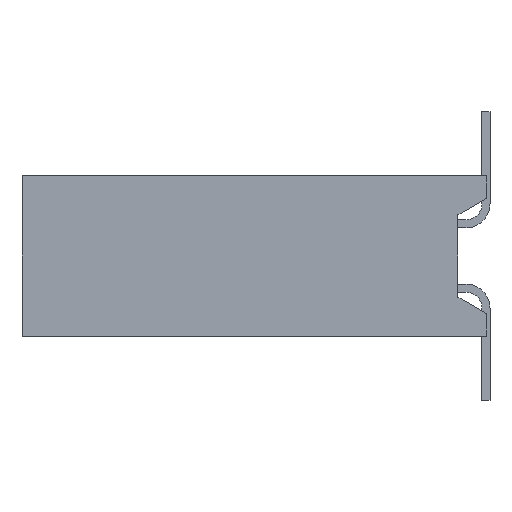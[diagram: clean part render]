
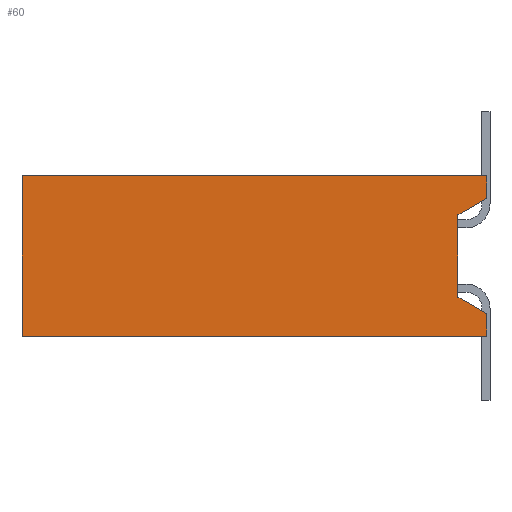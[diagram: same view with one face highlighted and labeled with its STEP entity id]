
A CAD part, left-side view. The second image highlights one B-rep face of the part: STEP entity #60.
In plain terms, the highlighted planar face has unit normal (-1, 0, 0).
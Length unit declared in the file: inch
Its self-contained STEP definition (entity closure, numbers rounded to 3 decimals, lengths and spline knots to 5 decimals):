
#60 = ADVANCED_FACE ( 'NONE', ( #3218 ), #1364, .F. ) ;
#276 = VECTOR ( 'NONE', #2451, 39.37008 ) ;
#339 = LINE ( 'NONE', #2449, #351 ) ;
#351 = VECTOR ( 'NONE', #2388, 39.37008 ) ;
#408 = VERTEX_POINT ( 'NONE', #1953 ) ;
#417 = VERTEX_POINT ( 'NONE', #2094 ) ;
#431 = VERTEX_POINT ( 'NONE', #1911 ) ;
#456 = VERTEX_POINT ( 'NONE', #1734 ) ;
#458 = VERTEX_POINT ( 'NONE', #2078 ) ;
#474 = LINE ( 'NONE', #2417, #276 ) ;
#628 = VERTEX_POINT ( 'NONE', #1866 ) ;
#666 = EDGE_LOOP ( 'NONE', ( #3233, #3204, #3178, #3153, #3127, #3102, #3077, #3052 ) ) ;
#690 = VERTEX_POINT ( 'NONE', #2103 ) ;
#726 = VERTEX_POINT ( 'NONE', #2204 ) ;
#776 = EDGE_CURVE ( 'NONE', #408, #458, #3189, .T. ) ;
#855 = EDGE_CURVE ( 'NONE', #431, #417, #2899, .T. ) ;
#899 = EDGE_CURVE ( 'NONE', #458, #726, #2840, .T. ) ;
#951 = EDGE_CURVE ( 'NONE', #456, #690, #2761, .T. ) ;
#973 = EDGE_CURVE ( 'NONE', #628, #690, #2729, .T. ) ;
#1020 = EDGE_CURVE ( 'NONE', #408, #628, #2684, .T. ) ;
#1066 = CARTESIAN_POINT ( 'NONE',  ( -0.15, 0.29, 0.05 ) ) ;
#1076 = AXIS2_PLACEMENT_3D ( 'NONE', #1493, #1452, #1361 ) ;
#1086 = DIRECTION ( 'NONE',  ( 0., -1., 0. ) ) ;
#1235 = EDGE_CURVE ( 'NONE', #726, #431, #339, .T. ) ;
#1291 = EDGE_CURVE ( 'NONE', #417, #456, #474, .T. ) ;
#1304 = DIRECTION ( 'NONE',  ( 0., 0., 1. ) ) ;
#1308 = CARTESIAN_POINT ( 'NONE',  ( -0.15, 0.29, -0.05 ) ) ;
#1361 = DIRECTION ( 'NONE',  ( 0., 0., -1. ) ) ;
#1364 = PLANE ( 'NONE',  #1076 ) ;
#1452 = DIRECTION ( 'NONE',  ( 1., 0., 0. ) ) ;
#1493 = CARTESIAN_POINT ( 'NONE',  ( -0.15, 0.29, -0.05 ) ) ;
#1734 = CARTESIAN_POINT ( 'NONE',  ( -0.15, 0., 0.036 ) ) ;
#1866 = CARTESIAN_POINT ( 'NONE',  ( -0.15, 0.29, 0.05 ) ) ;
#1911 = CARTESIAN_POINT ( 'NONE',  ( -0.15, 0.018, -0.02561 ) ) ;
#1953 = CARTESIAN_POINT ( 'NONE',  ( -0.15, 0.29, -0.05 ) ) ;
#2077 = CARTESIAN_POINT ( 'NONE',  ( -0.15, 0.29, -0.05 ) ) ;
#2078 = CARTESIAN_POINT ( 'NONE',  ( -0.15, 0., -0.05 ) ) ;
#2094 = CARTESIAN_POINT ( 'NONE',  ( -0.15, 0.018, 0.02561 ) ) ;
#2103 = CARTESIAN_POINT ( 'NONE',  ( -0.15, 0., 0.05 ) ) ;
#2104 = DIRECTION ( 'NONE',  ( 0., -1., 0. ) ) ;
#2138 = DIRECTION ( 'NONE',  ( 0., 0., 1. ) ) ;
#2156 = CARTESIAN_POINT ( 'NONE',  ( -0.15, 0.018, 0.02561 ) ) ;
#2159 = CARTESIAN_POINT ( 'NONE',  ( -0.15, 0., -0.05 ) ) ;
#2173 = DIRECTION ( 'NONE',  ( 0., 0., 1. ) ) ;
#2204 = CARTESIAN_POINT ( 'NONE',  ( -0.15, 0., -0.036 ) ) ;
#2252 = DIRECTION ( 'NONE',  ( 0., 0., 1. ) ) ;
#2388 = DIRECTION ( 'NONE',  ( 0., 0.866, 0.5 ) ) ;
#2417 = CARTESIAN_POINT ( 'NONE',  ( -0.15, 0., 0.036 ) ) ;
#2449 = CARTESIAN_POINT ( 'NONE',  ( -0.15, 0., -0.036 ) ) ;
#2451 = DIRECTION ( 'NONE',  ( 0., -0.866, 0.5 ) ) ;
#2679 = VECTOR ( 'NONE', #1304, 39.37008 ) ;
#2684 = LINE ( 'NONE', #1308, #2679 ) ;
#2726 = VECTOR ( 'NONE', #1086, 39.37008 ) ;
#2729 = LINE ( 'NONE', #1066, #2726 ) ;
#2758 = VECTOR ( 'NONE', #2252, 39.37008 ) ;
#2761 = LINE ( 'NONE', #3740, #2758 ) ;
#2835 = VECTOR ( 'NONE', #2173, 39.37008 ) ;
#2840 = LINE ( 'NONE', #2159, #2835 ) ;
#2896 = VECTOR ( 'NONE', #2138, 39.37008 ) ;
#2899 = LINE ( 'NONE', #2156, #2896 ) ;
#3011 = VECTOR ( 'NONE', #2104, 39.37008 ) ;
#3052 = ORIENTED_EDGE ( 'NONE', *, *, #1235, .T. ) ;
#3077 = ORIENTED_EDGE ( 'NONE', *, *, #899, .T. ) ;
#3102 = ORIENTED_EDGE ( 'NONE', *, *, #776, .T. ) ;
#3127 = ORIENTED_EDGE ( 'NONE', *, *, #1020, .F. ) ;
#3153 = ORIENTED_EDGE ( 'NONE', *, *, #973, .F. ) ;
#3178 = ORIENTED_EDGE ( 'NONE', *, *, #951, .T. ) ;
#3189 = LINE ( 'NONE', #2077, #3011 ) ;
#3204 = ORIENTED_EDGE ( 'NONE', *, *, #1291, .T. ) ;
#3218 = FACE_OUTER_BOUND ( 'NONE', #666, .T. ) ;
#3233 = ORIENTED_EDGE ( 'NONE', *, *, #855, .T. ) ;
#3740 = CARTESIAN_POINT ( 'NONE',  ( -0.15, 0., -0.05 ) ) ;
